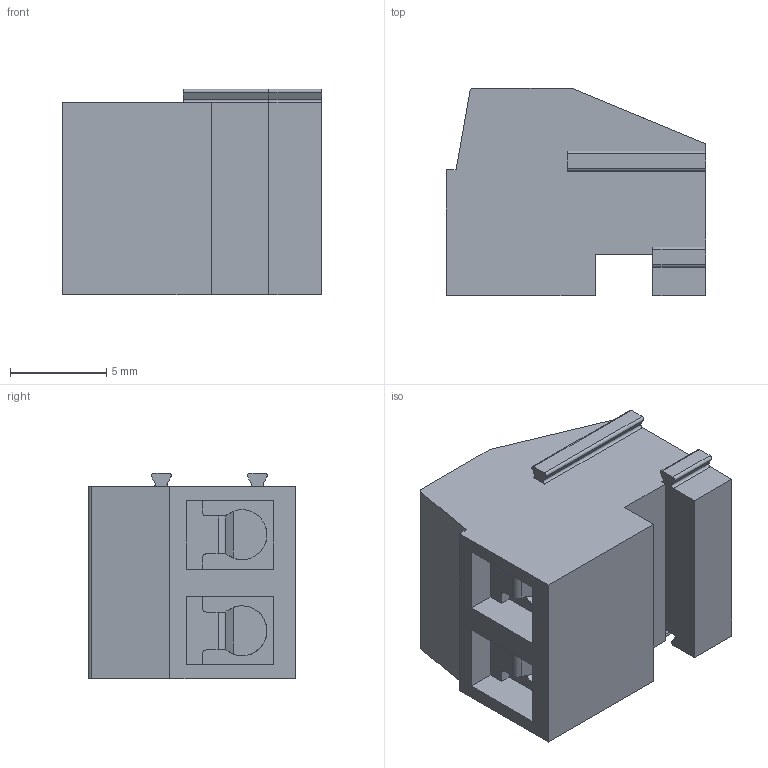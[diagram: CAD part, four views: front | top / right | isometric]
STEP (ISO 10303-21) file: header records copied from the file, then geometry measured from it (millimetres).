
FILE_DESCRIPTION((''),'2;1');
FILE_NAME('TL205T-04P-XS','2024-09-20T',('sj'),(''),'PRO/ENGINEER BY PARAMETRIC TECHNOLOGY CORPORATION, 2013240','PRO/ENGINEER BY PARAMETRIC TECHNOLOGY CORPORATION, 2013240','');
FILE_SCHEMA(('AUTOMOTIVE_DESIGN_CC2 { 1 2 10303 214 -1 1 5 2 }'));
Length unit declared in the file: millimetre
Products named in the file (1): TL205T-04P-XS
Bounding box: 13.5 x 10.8 x 10.7 mm (x, y, z)
Volume: 1028.6 mm3; surface area: 1071.2 mm2
Topology: 1 solids, 1 shells, 125 faces, 342 edges, 230 vertices
Faces by surface type: plane 82, cylinder 41, cone 2
Entity records: 5155 total; most frequent: CARTESIAN_POINT 844, ORIENTED_EDGE 684, DIRECTION 673, PRESENTATION_STYLE_ASSIGNMENT 343, STYLED_ITEM 343, CURVE_STYLE 342, EDGE_CURVE 342, VECTOR 231
